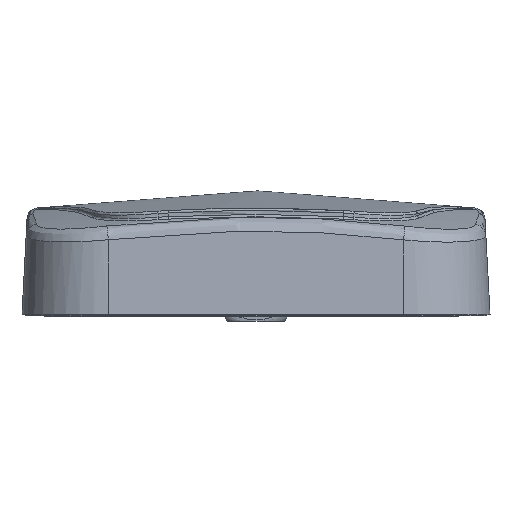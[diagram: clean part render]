
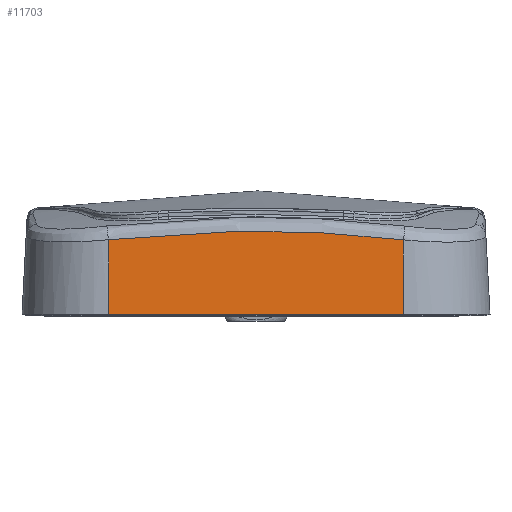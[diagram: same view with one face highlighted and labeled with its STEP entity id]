
A CAD part, front view. The second image highlights one B-rep face of the part: STEP entity #11703.
In plain terms, the highlighted planar face has unit normal (0, -0.999, 0.052).
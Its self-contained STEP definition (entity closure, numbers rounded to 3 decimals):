
#361 = CARTESIAN_POINT ( 'NONE',  ( -28.604, -17.867, 0.919 ) ) ;
#615 = B_SPLINE_CURVE_WITH_KNOTS ( 'NONE', 3,
 ( #2770, #25520, #16144, #2672 ),
 .UNSPECIFIED., .F., .F.,
 ( 4, 4 ),
 ( 0., 1. ),
 .UNSPECIFIED. ) ;
#1858 = CARTESIAN_POINT ( 'NONE',  ( -52.423, -18.078, -3.108 ) ) ;
#2672 = CARTESIAN_POINT ( 'NONE',  ( -28.604, -17.867, 0.919 ) ) ;
#2770 = CARTESIAN_POINT ( 'NONE',  ( -28.604, -18.184, -5.127 ) ) ;
#3414 = AXIS2_PLACEMENT_3D ( 'NONE', #15162, #15449, #4057 ) ;
#3932 = ORIENTED_EDGE ( 'NONE', *, *, #19878, .T. ) ;
#4039 = CARTESIAN_POINT ( 'NONE',  ( -52.423, -17.973, -1.09 ) ) ;
#4057 = DIRECTION ( 'NONE',  ( -1., 0., 0. ) ) ;
#4442 = FACE_OUTER_BOUND ( 'NONE', #15158, .T. ) ;
#6473 = VERTEX_POINT ( 'NONE', #361 ) ;
#6997 = CARTESIAN_POINT ( 'NONE',  ( -44.484, -18.184, -5.127 ) ) ;
#8085 = CARTESIAN_POINT ( 'NONE',  ( -52.423, -17.867, 0.929 ) ) ;
#10825 = CARTESIAN_POINT ( 'NONE',  ( -36.545, -17.83, 1.628 ) ) ;
#11067 = EDGE_CURVE ( 'NONE', #19168, #6473, #615, .T. ) ;
#11224 = VERTEX_POINT ( 'NONE', #23788 ) ;
#11703 = ADVANCED_FACE ( 'NONE', ( #4442 ), #28953, .T. ) ;
#11731 = EDGE_CURVE ( 'NONE', #25181, #6473, #28289, .T. ) ;
#12478 = B_SPLINE_CURVE_WITH_KNOTS ( 'NONE', 3,
 ( #26498, #4039, #1858, #24305 ),
 .UNSPECIFIED., .F., .F.,
 ( 4, 4 ),
 ( 0., 1. ),
 .UNSPECIFIED. ) ;
#12985 = CARTESIAN_POINT ( 'NONE',  ( -28.604, -17.867, 0.919 ) ) ;
#13137 = ORIENTED_EDGE ( 'NONE', *, *, #11067, .T. ) ;
#14050 = CARTESIAN_POINT ( 'NONE',  ( -28.604, -18.184, -5.127 ) ) ;
#15158 = EDGE_LOOP ( 'NONE', ( #22438, #3932, #13137, #18081 ) ) ;
#15162 = CARTESIAN_POINT ( 'NONE',  ( -52.423, -18.184, -5.127 ) ) ;
#15449 = DIRECTION ( 'NONE',  ( 0., -0.999, 0.052 ) ) ;
#16144 = CARTESIAN_POINT ( 'NONE',  ( -28.604, -17.973, -1.096 ) ) ;
#18081 = ORIENTED_EDGE ( 'NONE', *, *, #11731, .F. ) ;
#18217 = CARTESIAN_POINT ( 'NONE',  ( -36.544, -18.184, -5.127 ) ) ;
#19168 = VERTEX_POINT ( 'NONE', #19881 ) ;
#19697 = CARTESIAN_POINT ( 'NONE',  ( -48.451, -17.842, 1.393 ) ) ;
#19878 = EDGE_CURVE ( 'NONE', #11224, #19168, #27087, .T. ) ;
#19881 = CARTESIAN_POINT ( 'NONE',  ( -28.604, -18.184, -5.127 ) ) ;
#19995 = CARTESIAN_POINT ( 'NONE',  ( -32.576, -17.843, 1.386 ) ) ;
#21921 = CARTESIAN_POINT ( 'NONE',  ( -52.423, -17.867, 0.929 ) ) ;
#22438 = ORIENTED_EDGE ( 'NONE', *, *, #24185, .T. ) ;
#23788 = CARTESIAN_POINT ( 'NONE',  ( -52.423, -18.184, -5.127 ) ) ;
#24185 = EDGE_CURVE ( 'NONE', #25181, #11224, #12478, .T. ) ;
#24305 = CARTESIAN_POINT ( 'NONE',  ( -52.423, -18.184, -5.127 ) ) ;
#24325 = CARTESIAN_POINT ( 'NONE',  ( -44.482, -17.83, 1.631 ) ) ;
#25181 = VERTEX_POINT ( 'NONE', #21921 ) ;
#25520 = CARTESIAN_POINT ( 'NONE',  ( -28.604, -18.079, -3.112 ) ) ;
#26498 = CARTESIAN_POINT ( 'NONE',  ( -52.423, -17.867, 0.929 ) ) ;
#27087 = B_SPLINE_CURVE_WITH_KNOTS ( 'NONE', 3,
 ( #27561, #6997, #18217, #14050 ),
 .UNSPECIFIED., .F., .F.,
 ( 4, 4 ),
 ( 0., 1. ),
 .UNSPECIFIED. ) ;
#27561 = CARTESIAN_POINT ( 'NONE',  ( -52.423, -18.184, -5.127 ) ) ;
#28289 = B_SPLINE_CURVE_WITH_KNOTS ( 'NONE', 3,
 ( #8085, #19697, #24325, #10825, #19995, #12985 ),
 .UNSPECIFIED., .F., .F.,
 ( 4, 2, 4 ),
 ( 0., 0.5, 1. ),
 .UNSPECIFIED. ) ;
#28953 = PLANE ( 'NONE',  #3414 ) ;
